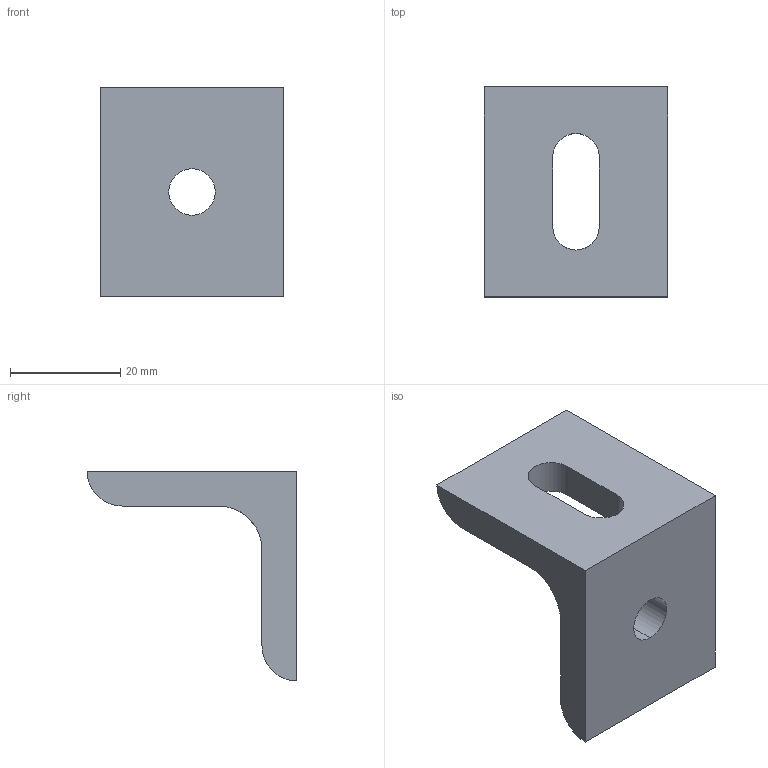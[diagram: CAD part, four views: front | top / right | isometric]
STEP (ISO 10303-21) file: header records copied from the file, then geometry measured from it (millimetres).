
FILE_DESCRIPTION (( 'STEP AP203' ), '1' );
FILE_NAME ('ANG-ICB-1H1S-00001-100241.STEP', '2025-09-10T01:25:16', ( '' ), ( '' ), 'SwSTEP 2.0', 'SolidWorks 2019', '' );
FILE_SCHEMA (( 'CONFIG_CONTROL_DESIGN' ));
Length unit declared in the file: inch
Products named in the file (1): ANG-ICB-1H1S-00001-100241
Bounding box: 33.34 x 38.1 x 38.1 mm (x, y, z)
Volume: 13246.3 mm3; surface area: 5740.3 mm2
Topology: 1 solids, 1 shells, 15 faces, 42 edges, 28 vertices
Faces by surface type: plane 8, cylinder 7
Entity records: 611 total; most frequent: CARTESIAN_POINT 121, DIRECTION 88, ORIENTED_EDGE 84, EDGE_CURVE 42, AXIS2_PLACEMENT_3D 31, VERTEX_POINT 28, VECTOR 26, LINE 26
